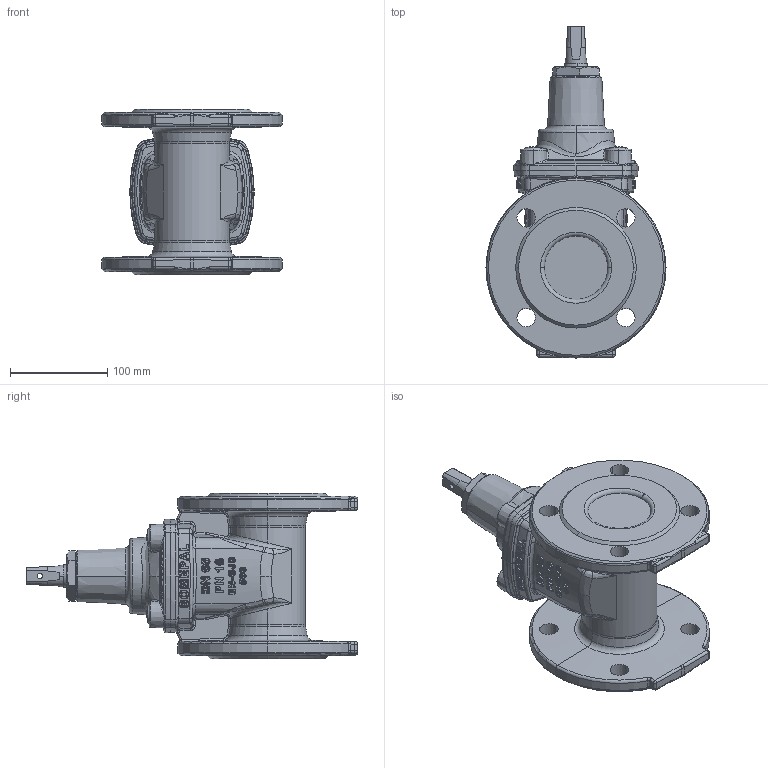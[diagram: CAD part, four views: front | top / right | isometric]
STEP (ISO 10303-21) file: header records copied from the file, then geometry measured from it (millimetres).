
FILE_DESCRIPTION (( 'STEP AP214' ), '1' );
FILE_NAME ('VCE FL S14 DN65 PN16 MOD3000.STEP', '2014-09-30T08:53:12', ( '' ), ( '' ), 'SwSTEP 2.0', 'SolidWorks 2014', '' );
FILE_SCHEMA (( 'AUTOMOTIVE_DESIGN' ));
Length unit declared in the file: millimetre
Products named in the file (1): VCE FL S14 DN65 PN16 MOD3000
Bounding box: 185 x 341 x 170 mm (x, y, z)
Volume: 2671533.3 mm3; surface area: 221239.2 mm2
Topology: 1 solids, 7 shells, 1524 faces, 3937 edges, 2502 vertices
Faces by surface type: bspline 967, cylinder 193, plane 183, cone 85, torus 68, sphere 28
Entity records: 128800 total; most frequent: CARTESIAN_POINT 95364, ORIENTED_EDGE 7834, EDGE_CURVE 3917, DIRECTION 3162, VERTEX_POINT 2502, B_SPLINE_CURVE_WITH_KNOTS 2396, EDGE_LOOP 1639, FACE_OUTER_BOUND 1524
